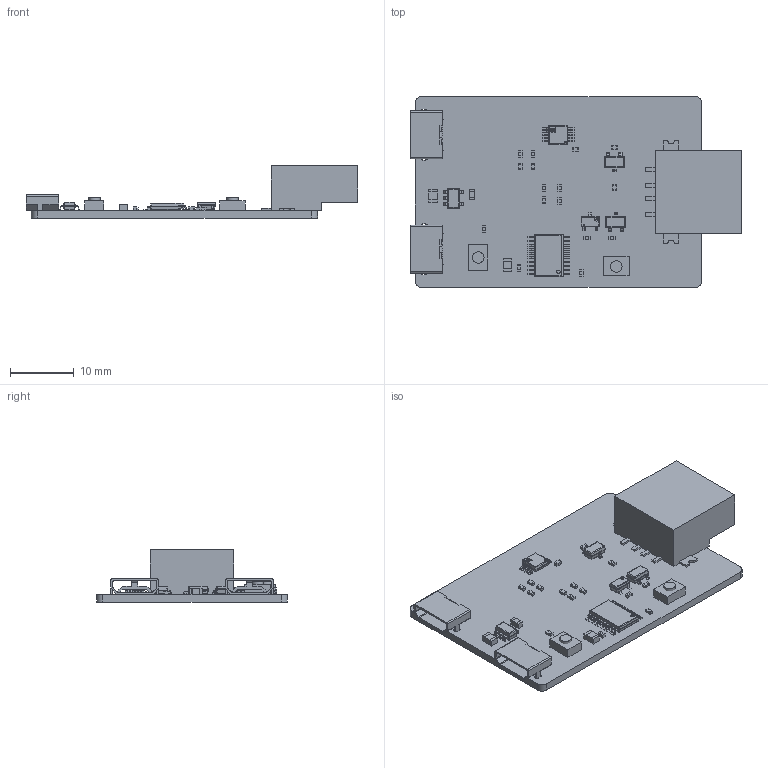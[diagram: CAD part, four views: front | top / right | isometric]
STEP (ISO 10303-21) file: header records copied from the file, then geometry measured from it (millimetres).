
FILE_DESCRIPTION(('Open CASCADE Model'),'2;1');
FILE_NAME('Open CASCADE Shape Model','2023-01-09T21:05:22',('Author'),( 'Open CASCADE'),'Open CASCADE STEP processor 7.5','Open CASCADE 7.5' ,'Unknown');
FILE_SCHEMA(('AUTOMOTIVE_DESIGN { 1 0 10303 214 1 1 1 1 }'));
Length unit declared in the file: millimetre
Products named in the file (90): PCB; Board; Open CASCADE STEP translator 7.5 1.1.1; C1; 6573241808; Extruded; 6573242048; U3; 7210077136; Body; Open CASCADE STEP translator 6.8 1.1.1; Leader; U2; 6568165600; Open CASCADE STEP translator 6.8 15.1; Open CASCADE STEP translator 6.8 15.2.1; SW2; 7196372864; 7199025232; Cylinder; R14; 6573235888; 6573236048; R13; R12; R11; R10; R9; R8; R7; R6; R5; R4; 6573233968; R3; Q3; Trans_Alpha_&_Omega_Semiconductor_AO3400A_eec; 1; 2; Alpha & Omega Logo ...
Assembly tree (164 placements, depth 5):
  PCB
    Board
      Open CASCADE STEP translator 7.5 1.1.1
    C1
      6573241808
        Extruded
      6573242048  x2
        Extruded
    U3
      7210077136
        Body
          Open CASCADE STEP translator 6.8 1.1.1
        Leader  x5
    U2
      6568165600
        Open CASCADE STEP translator 6.8 15.1
        Body
          Open CASCADE STEP translator 6.8 15.2.1
        Leader  x20
    SW2
      7196372864
        Extruded
      7199025232
        Cylinder
    R14
      6573235888  x2
        Extruded
      6573236048
        Extruded
    R13
      6573235888  x2
        Extruded
      6573236048
        Extruded
    R12
      6573235888  x2
        Extruded
      6573236048
        Extruded
    R11
      6573235888  x2
        Extruded
      6573236048
        Extruded
    R10
      6573235888  x2
        Extruded
      6573236048
        Extruded
    R9
      6573235888  x2
        Extruded
      6573236048
        Extruded
    R8
      6573235888  x2
        Extruded
      6573236048
        Extruded
    R7
Bounding box: 52.08 x 30 x 8.23 mm (x, y, z)
Volume: 2613.1 mm3; surface area: 5106.4 mm2
Topology: 152 solids, 153 shells, 2206 faces, 4978 edges, 3043 vertices
Faces by surface type: plane 1521, cylinder 402, bspline 231, sphere 50, torus 2
Full cylindrical faces by diameter (mm): 0.176 x1, 0.194 x1, 0.562 x1, 0.7 x4, 1.2 x2, 1.3 x2, 1.8 x2
Entity records: 45124 total; most frequent: CARTESIAN_POINT 15128, ORIENTED_EDGE 5935, DIRECTION 5269, EDGE_CURVE 2968, LINE 1977, VECTOR 1977, VERTEX_POINT 1865, AXIS2_PLACEMENT_3D 1646
